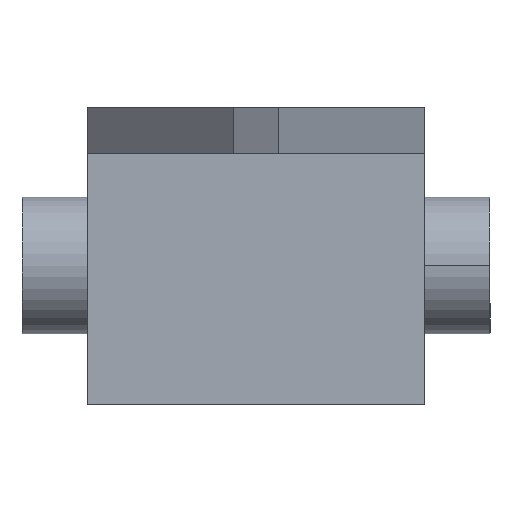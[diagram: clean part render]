
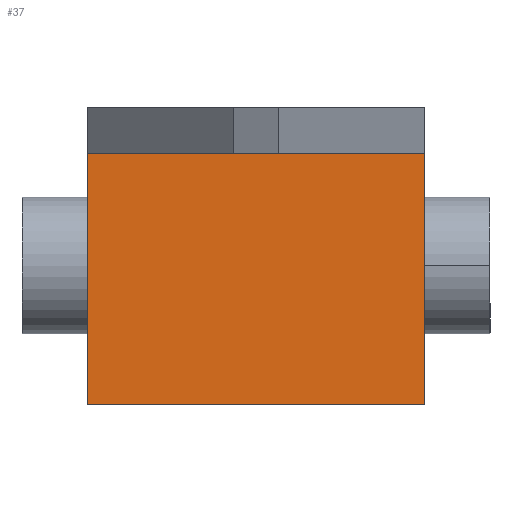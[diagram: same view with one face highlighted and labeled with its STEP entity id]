
A CAD part, left-side view. The second image highlights one B-rep face of the part: STEP entity #37.
In plain terms, the highlighted planar face has unit normal (-1, 0, 0).
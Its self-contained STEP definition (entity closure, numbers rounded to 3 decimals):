
#37 = ADVANCED_FACE ( 'NONE', ( #1774 ), #1734, .F. ) ;
#43 = LINE ( 'NONE', #2095, #47 ) ;
#47 = VECTOR ( 'NONE', #450, 1000. ) ;
#130 = AXIS2_PLACEMENT_3D ( 'NONE', #1124, #2563, #715 ) ;
#197 = VERTEX_POINT ( 'NONE', #2018 ) ;
#264 = ORIENTED_EDGE ( 'NONE', *, *, #749, .F. ) ;
#297 = VECTOR ( 'NONE', #1288, 1000. ) ;
#425 = CARTESIAN_POINT ( 'NONE',  ( 0., 14.8, 22. ) ) ;
#450 = DIRECTION ( 'NONE',  ( 0., 1., 0. ) ) ;
#468 = EDGE_LOOP ( 'NONE', ( #870, #914, #264, #2557 ) ) ;
#471 = VECTOR ( 'NONE', #2502, 1000. ) ;
#488 = VERTEX_POINT ( 'NONE', #1066 ) ;
#656 = DIRECTION ( 'NONE',  ( 0., 0., 1. ) ) ;
#684 = CARTESIAN_POINT ( 'NONE',  ( 0., 14.8, 22. ) ) ;
#715 = DIRECTION ( 'NONE',  ( 0., -1., 0. ) ) ;
#749 = EDGE_CURVE ( 'NONE', #2534, #197, #1038, .T. ) ;
#790 = EDGE_CURVE ( 'NONE', #2087, #2534, #861, .T. ) ;
#861 = LINE ( 'NONE', #1090, #471 ) ;
#870 = ORIENTED_EDGE ( 'NONE', *, *, #1664, .F. ) ;
#914 = ORIENTED_EDGE ( 'NONE', *, *, #1658, .F. ) ;
#1038 = LINE ( 'NONE', #1061, #297 ) ;
#1061 = CARTESIAN_POINT ( 'NONE',  ( 0., -14.8, -0.2 ) ) ;
#1066 = CARTESIAN_POINT ( 'NONE',  ( 0., 14.8, 0. ) ) ;
#1090 = CARTESIAN_POINT ( 'NONE',  ( 0., -14.8, 22. ) ) ;
#1124 = CARTESIAN_POINT ( 'NONE',  ( 0., 0., 10.9 ) ) ;
#1288 = DIRECTION ( 'NONE',  ( 0., 0., -1. ) ) ;
#1316 = CARTESIAN_POINT ( 'NONE',  ( 0., -14.8, 22. ) ) ;
#1567 = VECTOR ( 'NONE', #656, 1000. ) ;
#1658 = EDGE_CURVE ( 'NONE', #197, #488, #43, .T. ) ;
#1664 = EDGE_CURVE ( 'NONE', #488, #2087, #2259, .T. ) ;
#1734 = PLANE ( 'NONE',  #130 ) ;
#1774 = FACE_OUTER_BOUND ( 'NONE', #468, .T. ) ;
#2018 = CARTESIAN_POINT ( 'NONE',  ( 0., -14.8, 0. ) ) ;
#2087 = VERTEX_POINT ( 'NONE', #684 ) ;
#2095 = CARTESIAN_POINT ( 'NONE',  ( 0., -14.8, 0. ) ) ;
#2259 = LINE ( 'NONE', #425, #1567 ) ;
#2502 = DIRECTION ( 'NONE',  ( 0., -1., 0. ) ) ;
#2534 = VERTEX_POINT ( 'NONE', #1316 ) ;
#2557 = ORIENTED_EDGE ( 'NONE', *, *, #790, .F. ) ;
#2563 = DIRECTION ( 'NONE',  ( 1., 0., 0. ) ) ;
